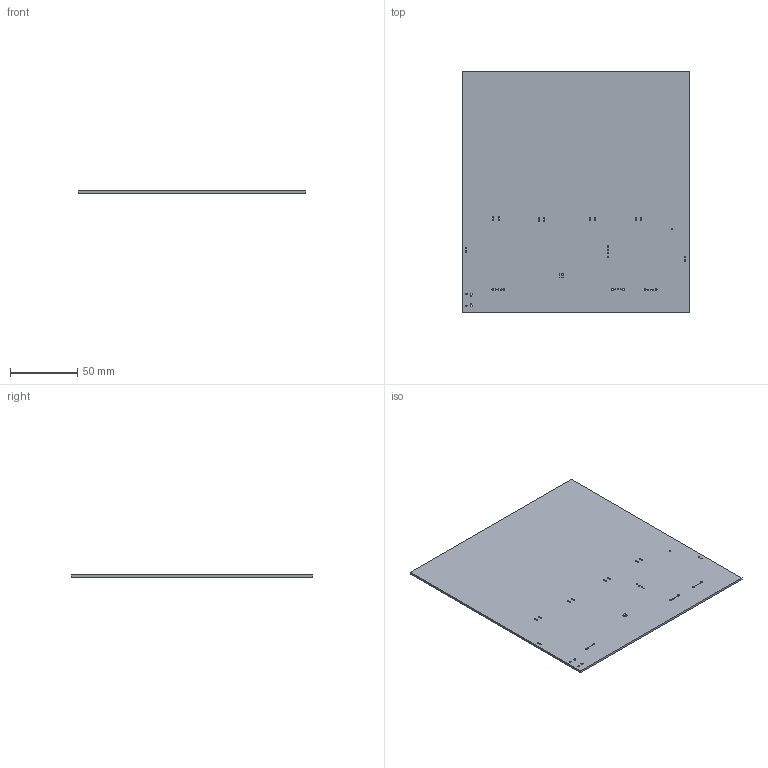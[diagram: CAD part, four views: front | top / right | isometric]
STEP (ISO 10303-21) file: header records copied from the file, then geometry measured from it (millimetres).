
FILE_DESCRIPTION(('KiCad electronic assembly'),'2;1');
FILE_NAME('DesignLab.step','2023-01-20T14:43:32',('Pcbnew'),('Kicad'), 'Open CASCADE STEP processor 7.5','KiCad to STEP converter','Unknown' );
FILE_SCHEMA(('AUTOMOTIVE_DESIGN { 1 0 10303 214 1 1 1 1 }'));
Length unit declared in the file: millimetre
Products named in the file (2): DesignLab 1; DesignLab PCB
Assembly tree (1 placements, depth 2):
  DesignLab 1
    DesignLab PCB
Bounding box: 169.93 x 180.34 x 1.6 mm (x, y, z)
Volume: 48973.3 mm3; surface area: 62578.7 mm2
Topology: 1 solids, 1 shells, 73 faces, 213 edges, 142 vertices
Faces by surface type: cylinder 59, plane 14
Full cylindrical faces by diameter (mm): 0.35 x9, 0.6 x1, 0.65 x2, 0.8 x9, 0.87 x16, 1 x8, 1.5 x6
Entity records: 5521 total; most frequent: DIRECTION 907, CARTESIAN_POINT 856, ORIENTED_EDGE 426, PCURVE 426, DEFINITIONAL_REPRESENTATION 426, LINE 403, VECTOR 403, CIRCLE 236
